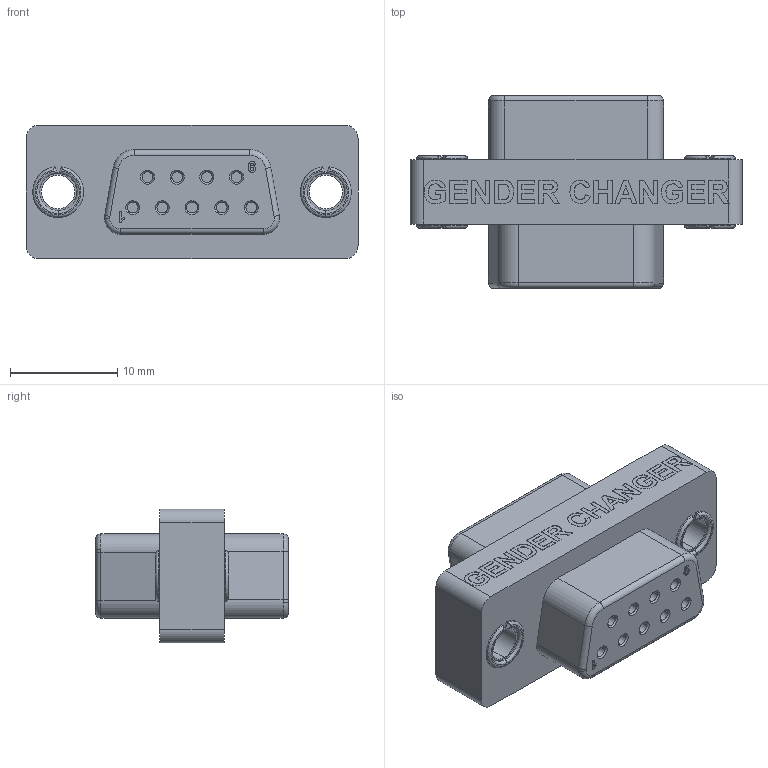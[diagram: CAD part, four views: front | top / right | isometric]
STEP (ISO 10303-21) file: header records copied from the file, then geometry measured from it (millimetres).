
FILE_DESCRIPTION (( 'STEP AP214' ), '1' );
FILE_NAME ('GCP9F.STEP', '2012-11-15T19:06:09', ( 'x' ), ( '' ), 'SwSTEP 2.0', 'SolidWorks 2012', '' );
FILE_SCHEMA (( 'AUTOMOTIVE_DESIGN' ));
Length unit declared in the file: inch
Products named in the file (3): GCP9F-MA1; DGB9F-MA1_GENDER CHANGER; GCP9F
Assembly tree (3 placements, depth 2):
  GCP9F
    DGB9F-MA1_GENDER CHANGER
    GCP9F-MA1  x2
Bounding box: 31 x 18 x 12.5 mm (x, y, z)
Volume: 3593 mm3; surface area: 3968.1 mm2
Topology: 5 solids, 5 shells, 538 faces, 1390 edges, 898 vertices
Faces by surface type: plane 251, bspline 127, cylinder 102, cone 36, torus 22
Entity records: 24730 total; most frequent: CARTESIAN_POINT 9443, ORIENTED_EDGE 2298, DIRECTION 1725, EDGE_CURVE 1149, LINE 751, VECTOR 751, VERTEX_POINT 749, EDGE_LOOP 494
